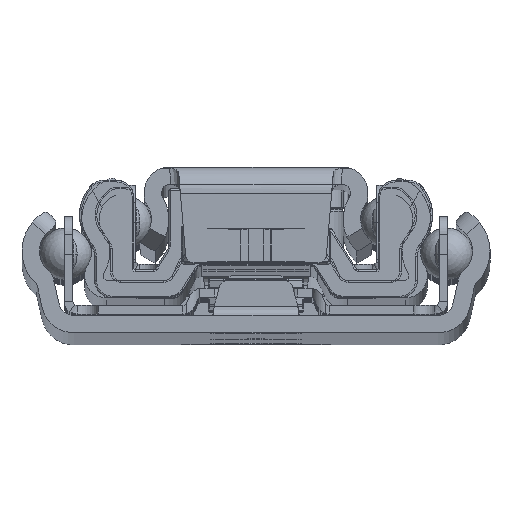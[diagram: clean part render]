
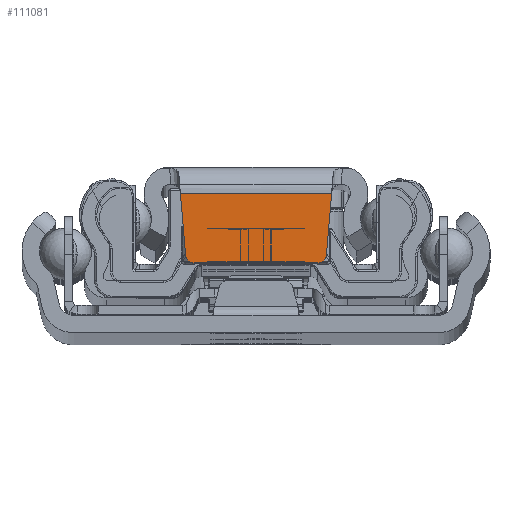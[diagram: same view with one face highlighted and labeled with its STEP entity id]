
A CAD part, top view. The second image highlights one B-rep face of the part: STEP entity #111081.
In plain terms, the highlighted planar face has unit normal (0, 0, 1).
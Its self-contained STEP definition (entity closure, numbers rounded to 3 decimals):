
#2424 = CARTESIAN_POINT ( 'NONE',  ( -7.08, -11., 788. ) ) ;
#2939 = CIRCLE ( 'NONE', #80641, 1. ) ;
#4367 = VERTEX_POINT ( 'NONE', #63821 ) ;
#6970 = DIRECTION ( 'NONE',  ( 0., 0., 1. ) ) ;
#7092 = ORIENTED_EDGE ( 'NONE', *, *, #121885, .F. ) ;
#8998 = ORIENTED_EDGE ( 'NONE', *, *, #132390, .T. ) ;
#15474 = ORIENTED_EDGE ( 'NONE', *, *, #58419, .T. ) ;
#17522 = CARTESIAN_POINT ( 'NONE',  ( 8.672, -3., 788. ) ) ;
#21695 = VERTEX_POINT ( 'NONE', #72183 ) ;
#25322 = CARTESIAN_POINT ( 'NONE',  ( -8., -11., 788. ) ) ;
#26933 = CARTESIAN_POINT ( 'NONE',  ( -7.08, -10., 788. ) ) ;
#26964 = ORIENTED_EDGE ( 'NONE', *, *, #107433, .T. ) ;
#28125 = CARTESIAN_POINT ( 'NONE',  ( -8.672, -3., 788. ) ) ;
#28296 = DIRECTION ( 'NONE',  ( 1., 0., 0. ) ) ;
#32280 = LINE ( 'NONE', #87372, #105218 ) ;
#37485 = LINE ( 'NONE', #53576, #85590 ) ;
#42466 = DIRECTION ( 'NONE',  ( 0.084, 0.996, 0. ) ) ;
#46738 = DIRECTION ( 'NONE',  ( 1., 0., 0. ) ) ;
#49267 = CARTESIAN_POINT ( 'NONE',  ( -8., -11., 788. ) ) ;
#53576 = CARTESIAN_POINT ( 'NONE',  ( 7.888, -12.334, 788. ) ) ;
#54497 = CARTESIAN_POINT ( 'NONE',  ( 7.08, -10., 788. ) ) ;
#54959 = EDGE_LOOP ( 'NONE', ( #132003, #15474, #7092, #8998, #26964, #80645 ) ) ;
#58267 = PLANE ( 'NONE',  #88347 ) ;
#58325 = CARTESIAN_POINT ( 'NONE',  ( -8., -11., 788. ) ) ;
#58419 = EDGE_CURVE ( 'NONE', #129118, #121231, #32280, .T. ) ;
#60534 = AXIS2_PLACEMENT_3D ( 'NONE', #26933, #6970, #28296 ) ;
#63821 = CARTESIAN_POINT ( 'NONE',  ( 8.077, -10.084, 788. ) ) ;
#69588 = VECTOR ( 'NONE', #132337, 1000. ) ;
#72183 = CARTESIAN_POINT ( 'NONE',  ( 7.08, -11., 788. ) ) ;
#72931 = CIRCLE ( 'NONE', #60534, 1. ) ;
#75823 = VECTOR ( 'NONE', #92276, 1000. ) ;
#76274 = VERTEX_POINT ( 'NONE', #109974 ) ;
#80641 = AXIS2_PLACEMENT_3D ( 'NONE', #54497, #128528, #119281 ) ;
#80645 = ORIENTED_EDGE ( 'NONE', *, *, #97127, .T. ) ;
#85590 = VECTOR ( 'NONE', #42466, 1000. ) ;
#87372 = CARTESIAN_POINT ( 'NONE',  ( -8.924, -3., 788. ) ) ;
#88347 = AXIS2_PLACEMENT_3D ( 'NONE', #25322, #89728, #46738 ) ;
#89728 = DIRECTION ( 'NONE',  ( 0., 0., 1. ) ) ;
#92276 = DIRECTION ( 'NONE',  ( 1., 0., 0. ) ) ;
#97127 = EDGE_CURVE ( 'NONE', #21695, #4367, #2939, .T. ) ;
#104260 = VERTEX_POINT ( 'NONE', #2424 ) ;
#105218 = VECTOR ( 'NONE', #109154, 1000. ) ;
#106492 = FACE_OUTER_BOUND ( 'NONE', #54959, .T. ) ;
#107433 = EDGE_CURVE ( 'NONE', #104260, #21695, #125575, .T. ) ;
#108596 = EDGE_CURVE ( 'NONE', #4367, #129118, #37485, .T. ) ;
#109154 = DIRECTION ( 'NONE',  ( -1., 0., 0. ) ) ;
#109974 = CARTESIAN_POINT ( 'NONE',  ( -8.077, -10.084, 788. ) ) ;
#111081 = ADVANCED_FACE ( 'NONE', ( #106492 ), #58267, .T. ) ;
#119281 = DIRECTION ( 'NONE',  ( 1., 0., 0. ) ) ;
#121231 = VERTEX_POINT ( 'NONE', #28125 ) ;
#121885 = EDGE_CURVE ( 'NONE', #76274, #121231, #132532, .T. ) ;
#125575 = LINE ( 'NONE', #49267, #75823 ) ;
#128528 = DIRECTION ( 'NONE',  ( 0., 0., 1. ) ) ;
#129118 = VERTEX_POINT ( 'NONE', #17522 ) ;
#132003 = ORIENTED_EDGE ( 'NONE', *, *, #108596, .T. ) ;
#132337 = DIRECTION ( 'NONE',  ( -0.084, 0.996, 0. ) ) ;
#132390 = EDGE_CURVE ( 'NONE', #76274, #104260, #72931, .T. ) ;
#132532 = LINE ( 'NONE', #58325, #69588 ) ;
